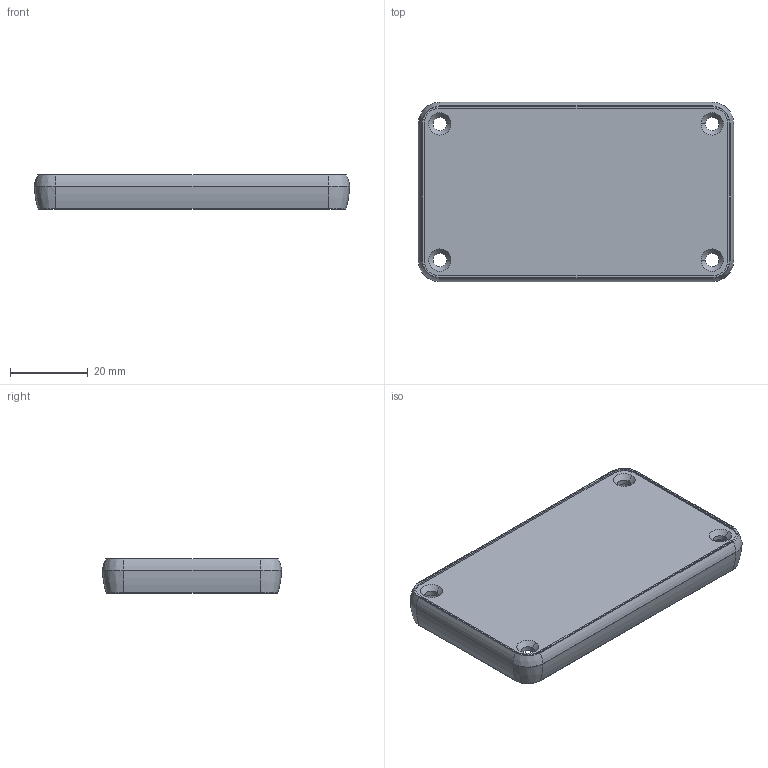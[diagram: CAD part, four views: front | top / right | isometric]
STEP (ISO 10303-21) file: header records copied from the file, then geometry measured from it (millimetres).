
FILE_DESCRIPTION(('FreeCAD Model'),'2;1');
FILE_NAME('Hammond_1455K1201-EndPlatePlastic.step','2019-09-06T09:44:30',('Author'),(''), 'Open CASCADE STEP processor 7.3','FreeCAD','Unknown');
FILE_SCHEMA(('AUTOMOTIVE_DESIGN { 1 0 10303 214 1 1 1 1 }'));
Length unit declared in the file: millimetre
Products named in the file (1): K_Bezel_Closed
Bounding box: 81.13 x 46.13 x 9 mm (x, y, z)
Volume: 10679.1 mm3; surface area: 10730 mm2
Topology: 1 solids, 1 shells, 92 faces, 224 edges, 136 vertices
Faces by surface type: cylinder 40, bspline 24, torus 16, plane 12
Entity records: 7225 total; most frequent: CARTESIAN_POINT 2805, DIRECTION 836, ORIENTED_EDGE 448, PCURVE 448, DEFINITIONAL_REPRESENTATION 448, LINE 410, VECTOR 410, EDGE_CURVE 224
